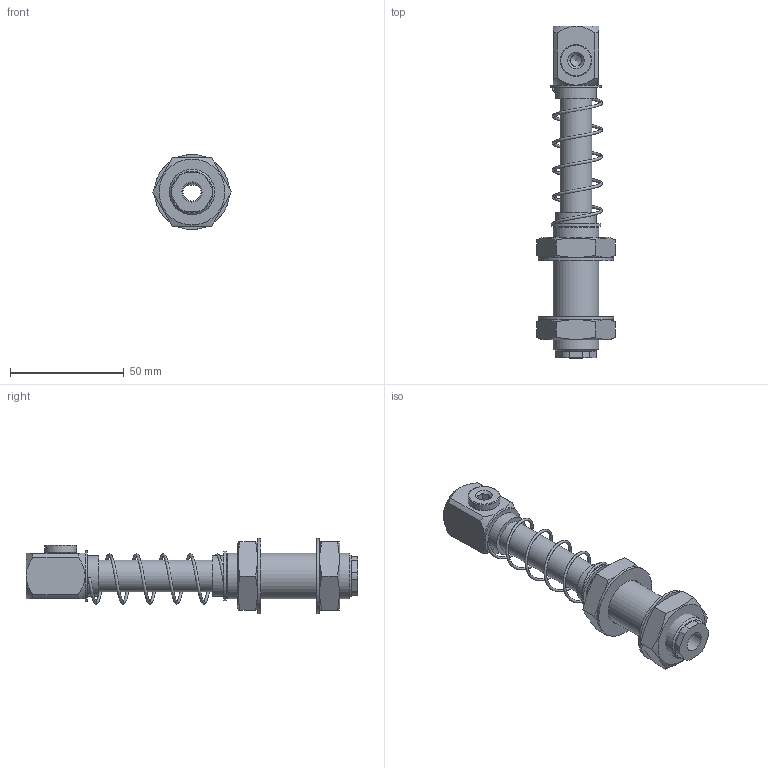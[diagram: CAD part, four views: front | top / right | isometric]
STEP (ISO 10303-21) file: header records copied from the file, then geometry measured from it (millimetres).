
FILE_DESCRIPTION(('STEP AP214'),'1');
FILE_NAME('Spring.Loaded.Vaccum.Cup.Arm.Threaded.Body.(Rotative).M20x15.G1-4-G1-8.S50_SZRG.2050.1418.STEP.stp','2021-12-28T08:31:44',(' '),(' '),'Spatial InterOp 3D',' ',' ');
FILE_SCHEMA(('AUTOMOTIVE_DESIGN { 1 0 10303 214 1 1 1 1 }'));
Length unit declared in the file: millimetre
Products named in the file (10): Spring.Loaded.Vaccum.Cup.Arm.Threaded.Body.(Rotative).M20x15.G1-4-G1-8.S50_SZRG.2050.1418.STEP
Assembly tree (12 placements, depth 2):
  Spring.Loaded.Vaccum.Cup.Arm.Threaded.Body.(Rotative).M20x15.G1-4-G1-8.S50_SZRG.2050.1418.STEP
    Spring.Loaded.Vaccum.Cup.Arm.Threaded.Body.(Rotative).M20x15.G1-4-G1-8.S50_SZRG.2050.1418.STEP  x2
    Spring.Loaded.Vaccum.Cup.Arm.Threaded.Body.(Rotative).M20x15.G1-4-G1-8.S50_SZRG.2050.1418.STEP  x2
    Spring.Loaded.Vaccum.Cup.Arm.Threaded.Body.(Rotative).M20x15.G1-4-G1-8.S50_SZRG.2050.1418.STEP
    Spring.Loaded.Vaccum.Cup.Arm.Threaded.Body.(Rotative).M20x15.G1-4-G1-8.S50_SZRG.2050.1418.STEP
    Spring.Loaded.Vaccum.Cup.Arm.Threaded.Body.(Rotative).M20x15.G1-4-G1-8.S50_SZRG.2050.1418.STEP  x2
    Spring.Loaded.Vaccum.Cup.Arm.Threaded.Body.(Rotative).M20x15.G1-4-G1-8.S50_SZRG.2050.1418.STEP
    Spring.Loaded.Vaccum.Cup.Arm.Threaded.Body.(Rotative).M20x15.G1-4-G1-8.S50_SZRG.2050.1418.STEP
    Spring.Loaded.Vaccum.Cup.Arm.Threaded.Body.(Rotative).M20x15.G1-4-G1-8.S50_SZRG.2050.1418.STEP
    Spring.Loaded.Vaccum.Cup.Arm.Threaded.Body.(Rotative).M20x15.G1-4-G1-8.S50_SZRG.2050.1418.STEP
Bounding box: 34.64 x 146 x 33 mm (x, y, z)
Volume: 40404.4 mm3; surface area: 31434.6 mm2
Topology: 12 solids, 12 shells, 141 faces, 307 edges, 195 vertices
Faces by surface type: plane 64, cylinder 46, cone 29, bspline 1, torus 1
Full cylindrical faces by diameter (mm): 5.1 x1, 8 x2, 8.2 x1, 8.8 x2, 9.728 x1, 11 x4, 11.8 x2, 12 x4, 12.1 x2, 14 x2, 14.1 x2, 14.4 x1, 16 x1, 18 x2, 18.5 x2, 20 x1, 21 x2, 22 x2, 33 x2
Entity records: 6090 total; most frequent: CARTESIAN_POINT 2225, DIRECTION 514, ORIENTED_EDGE 400, AXIS2_PLACEMENT_3D 229, EDGE_CURVE 200, EDGE_LOOP 191, VERTEX_POINT 154, FACE_OUTER_BOUND 152
